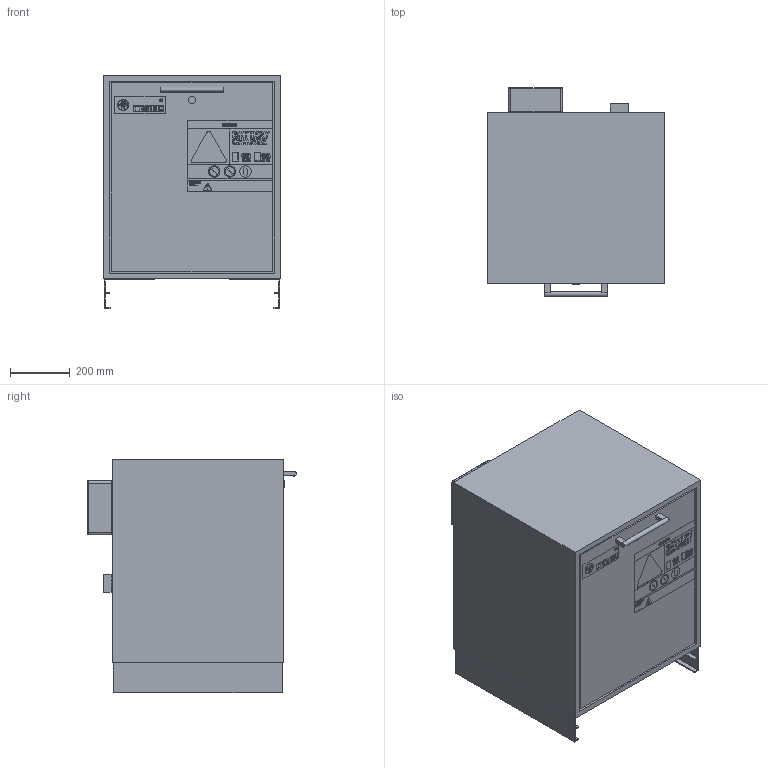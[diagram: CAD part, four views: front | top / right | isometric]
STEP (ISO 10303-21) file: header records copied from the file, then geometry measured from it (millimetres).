
FILE_DESCRIPTION(/* description */ (''),/* implementation_level */ '2;1');
FILE_NAME(/* name */ 'IO90.078.059.057.U9.S 39354-247-39368_CD.stp',/* time_stamp */ '2023-10-10T10:58:00+02:00',/* author */ ('mirudolph'),/* organization */ ('asecos® GmbH'),/* preprocessor_version */ 'ST-DEVELOPER v17.2',/* originating_system */ 'Autodesk Inventor 2019',/* authorisation */ '');
FILE_SCHEMA (('AUTOMOTIVE_DESIGN { 1 0 10303 214 3 1 1 }'));
Length unit declared in the file: millimetre
Products named in the file (1): IO90.078.059.057.U9.S 39354-247-39368_CD
Bounding box: 593 x 699 x 780.88 mm (x, y, z)
Volume: 111776350.9 mm3; surface area: 6256245.5 mm2
Topology: 3 solids, 4 shells, 1145 faces, 2958 edges, 1961 vertices
Faces by surface type: plane 789, bspline 244, cylinder 103, torus 9
Full cylindrical faces by diameter (mm): 5 x16, 10 x6, 16 x1, 25 x1, 33.8 x1, 37.8 x1, 38 x11, 40 x1, 50 x3, 57 x2, 125 x1
Entity records: 37198 total; most frequent: CARTESIAN_POINT 9237, ORIENTED_EDGE 5916, DIRECTION 4497, EDGE_CURVE 2958, LINE 2247, VECTOR 2247, VERTEX_POINT 1961, EDGE_LOOP 1315
